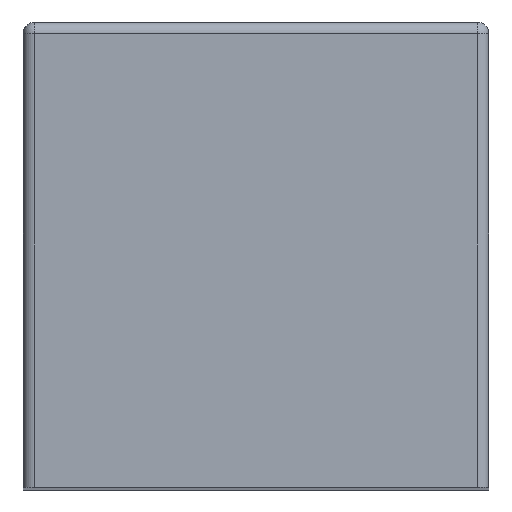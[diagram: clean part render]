
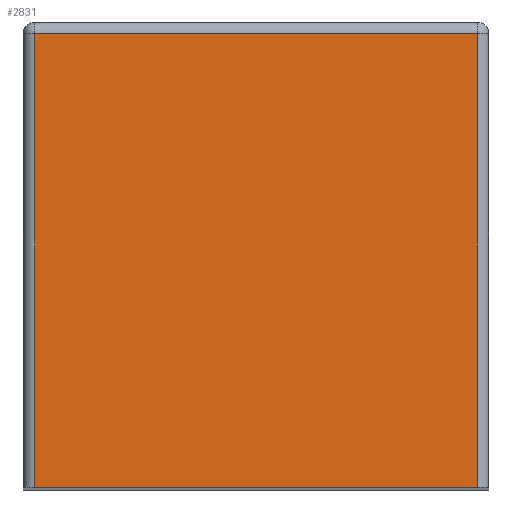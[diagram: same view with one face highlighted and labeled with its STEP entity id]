
A CAD part, top view. The second image highlights one B-rep face of the part: STEP entity #2831.
In plain terms, the highlighted planar face has unit normal (0, 0, 1).
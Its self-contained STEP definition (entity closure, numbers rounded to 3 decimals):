
#1104=DIRECTION('',(0.,1.,0.));
#1105=VECTOR('',#1104,39.);
#1106=CARTESIAN_POINT('',(19.,0.,53.));
#1107=LINE('',#1106,#1105);
#1111=DIRECTION('',(1.,0.,0.));
#1112=VECTOR('',#1111,38.);
#1113=CARTESIAN_POINT('',(-19.,0.,53.));
#1114=LINE('',#1113,#1112);
#1118=DIRECTION('',(0.,-1.,0.));
#1119=VECTOR('',#1118,39.);
#1120=CARTESIAN_POINT('',(-19.,39.,53.));
#1121=LINE('',#1120,#1119);
#1125=DIRECTION('',(-1.,0.,0.));
#1126=VECTOR('',#1125,38.);
#1127=CARTESIAN_POINT('',(19.,39.,53.));
#1128=LINE('',#1127,#1126);
#1884=CARTESIAN_POINT('',(19.,0.,53.));
#1886=VERTEX_POINT('',#1884);
#1887=CARTESIAN_POINT('',(19.,39.,53.));
#1888=VERTEX_POINT('',#1887);
#1891=CARTESIAN_POINT('',(-19.,39.,53.));
#1892=VERTEX_POINT('',#1891);
#1893=CARTESIAN_POINT('',(-19.,0.,53.));
#1895=VERTEX_POINT('',#1893);
#2818=CARTESIAN_POINT('',(0.,0.,53.));
#2819=DIRECTION('',(0.,0.,1.));
#2820=DIRECTION('',(0.,1.,0.));
#2821=AXIS2_PLACEMENT_3D('',#2818,#2819,#2820);
#2822=PLANE('',#2821);
#2823=ORIENTED_EDGE('',*,*,#2810,.F.);
#2824=ORIENTED_EDGE('',*,*,#1972,.F.);
#2826=ORIENTED_EDGE('',*,*,#2825,.F.);
#2828=ORIENTED_EDGE('',*,*,#2827,.F.);
#2829=EDGE_LOOP('',(#2823,#2824,#2826,#2828));
#2830=FACE_OUTER_BOUND('',#2829,.F.);
#2831=ADVANCED_FACE('',(#2830),#2822,.T.);
#1972=EDGE_CURVE('',#1895,#1886,#1114,.T.);
#2810=EDGE_CURVE('',#1886,#1888,#1107,.T.);
#2825=EDGE_CURVE('',#1892,#1895,#1121,.T.);
#2827=EDGE_CURVE('',#1888,#1892,#1128,.T.);
